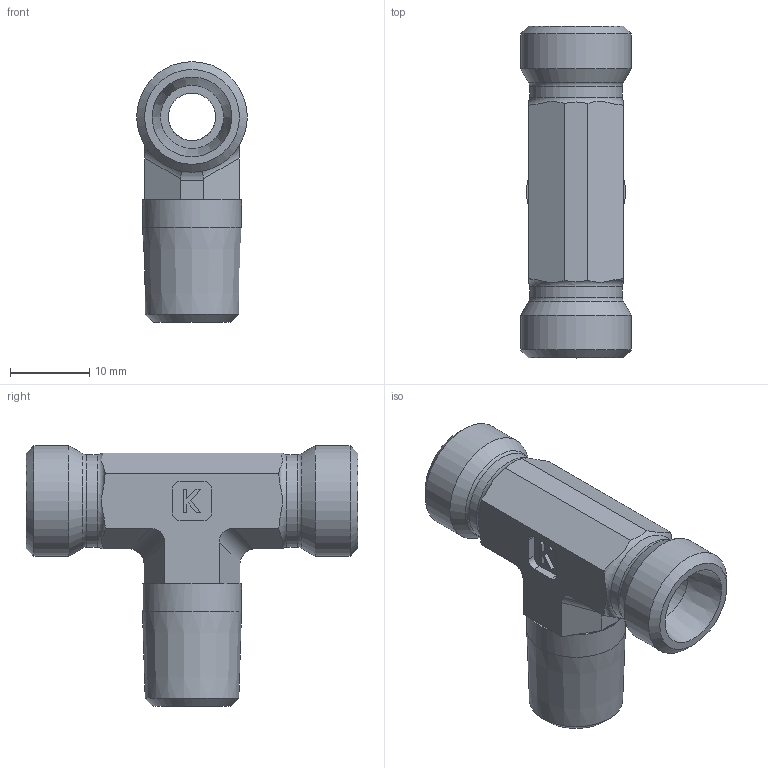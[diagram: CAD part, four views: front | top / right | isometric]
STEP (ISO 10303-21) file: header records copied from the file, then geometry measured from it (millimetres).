
FILE_DESCRIPTION((''),'2;1');
FILE_NAME('26002081214.stp','2014-08-22T14:38:41',(''),('KNOMI spol. s r. o.'),'Autodesk Inventor 2012','Autodesk Inventor 2012','');
FILE_SCHEMA(('AUTOMOTIVE_DESIGN { 1 2 10303 214 0 1 1 1 }'));
Length unit declared in the file: millimetre
Products named in the file (1): THCM2  8LMkuž M12K/M14
Bounding box: 14 x 42 x 33 mm (x, y, z)
Volume: 5539.7 mm3; surface area: 4011.6 mm2
Topology: 1 solids, 1 shells, 88 faces, 232 edges, 149 vertices
Faces by surface type: plane 56, cylinder 19, cone 9, torus 4
Full cylindrical faces by diameter (mm): 6 x2, 8 x2, 11.7 x2, 12.532 x1, 14 x2
Entity records: 2616 total; most frequent: CARTESIAN_POINT 539, DIRECTION 428, ORIENTED_EDGE 398, EDGE_CURVE 199, AXIS2_PLACEMENT_3D 156, VERTEX_POINT 139, EDGE_LOOP 118, VECTOR 116
